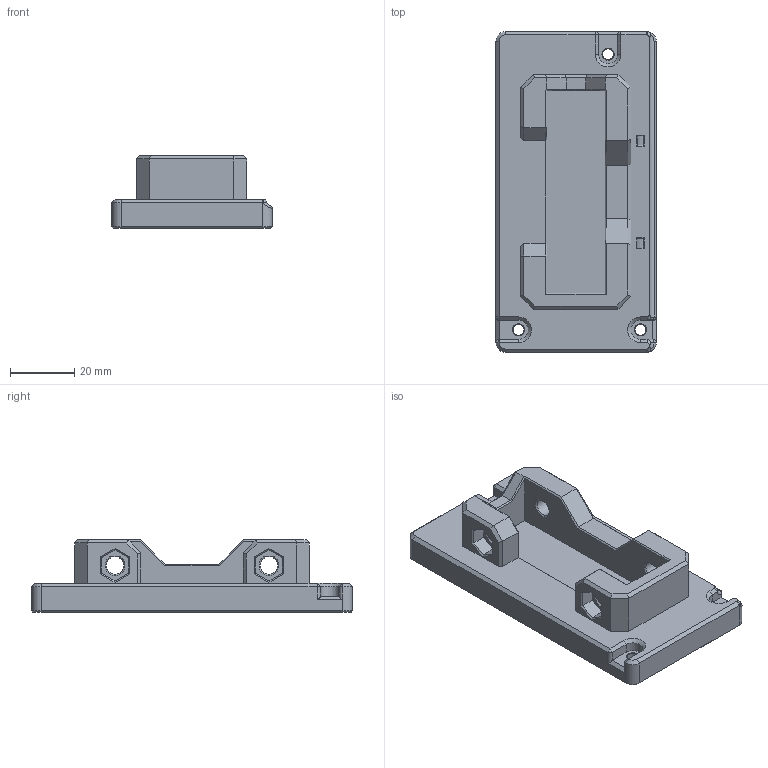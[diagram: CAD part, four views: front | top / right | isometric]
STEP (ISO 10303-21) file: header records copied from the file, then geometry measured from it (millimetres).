
FILE_DESCRIPTION(/* description */ (''),/* implementation_level */ '2;1');
FILE_NAME(/* name */ 'door_puller_bracket.step',/* time_stamp */ '2025-07-28T12:39:34+02:00',/* author */ (''),/* organization */ (''),/* preprocessor_version */ 'ST-DEVELOPER v20.1',/* originating_system */ 'Autodesk Translation Framework v14.10.0.0',/* authorisation */ '');
FILE_SCHEMA (('AUTOMOTIVE_DESIGN { 1 0 10303 214 3 1 1 }'));
Length unit declared in the file: millimetre
Products named in the file (1): door_puller_bracket
Bounding box: 50 x 100 x 22.6 mm (x, y, z)
Volume: 51194.5 mm3; surface area: 17397.9 mm2
Topology: 1 solids, 1 shells, 252 faces, 621 edges, 372 vertices
Faces by surface type: plane 182, cone 31, cylinder 29, bspline 6, torus 2, sphere 2
Full cylindrical faces by diameter (mm): 3.4 x3
Entity records: 7575 total; most frequent: CARTESIAN_POINT 1596, ORIENTED_EDGE 1234, DIRECTION 1198, EDGE_CURVE 617, LINE 488, VECTOR 488, VERTEX_POINT 372, AXIS2_PLACEMENT_3D 355
